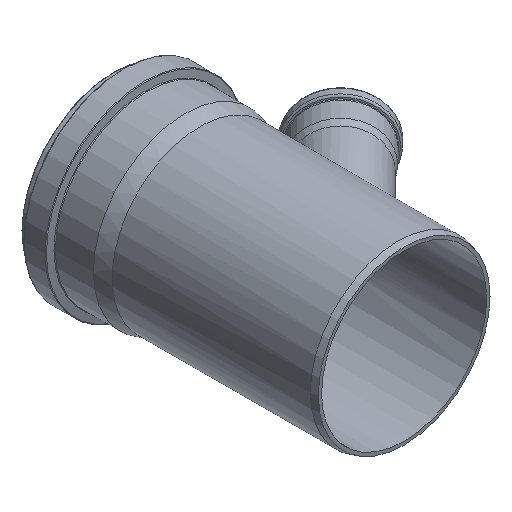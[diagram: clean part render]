
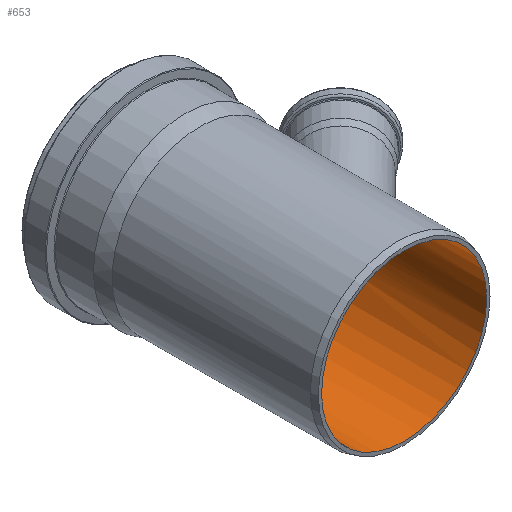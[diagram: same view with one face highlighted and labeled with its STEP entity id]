
A CAD part, isometric view. The second image highlights one B-rep face of the part: STEP entity #653.
In plain terms, the highlighted cylindrical face has radius 118.15 mm (diameter 236.3 mm), a full revolution.
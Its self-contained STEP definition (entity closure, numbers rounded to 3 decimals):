
#50=CYLINDRICAL_SURFACE('',#742,118.15);
#89=FACE_BOUND('',#306,.T.);
#90=FACE_BOUND('',#307,.T.);
#145=CIRCLE('',#741,118.15);
#146=CIRCLE('',#743,118.15);
#216=FACE_OUTER_BOUND('',#305,.T.);
#305=EDGE_LOOP('',(#567));
#306=EDGE_LOOP('',(#568));
#307=EDGE_LOOP('',(#569));
#364=B_SPLINE_CURVE_WITH_KNOTS('',3,(#1508,#1509,#1510,#1511,#1512,#1513,
#1514,#1515,#1516,#1517,#1518,#1519,#1520,#1521,#1522,#1523,#1524,#1525,
#1526,#1527,#1528,#1529,#1530,#1531,#1532,#1533,#1534,#1535,#1536,#1537,
#1538,#1539,#1540,#1541,#1542,#1543,#1544,#1545,#1546,#1547,#1548,#1549,
#1550,#1551,#1552,#1553,#1554,#1555,#1556,#1557,#1558,#1559,#1560,#1561,
#1562,#1563,#1564,#1565,#1566,#1567,#1568,#1569),.UNSPECIFIED.,.T.,.F.,
(4,2,2,2,2,2,2,2,2,2,2,2,2,2,2,2,2,2,2,2,2,2,2,2,2,2,2,2,2,2,4),(0.,1.62,
3.239,6.478,7.49,8.502,9.514,
10.526,11.538,12.55,13.562,14.574,
17.813,19.433,21.052,22.293,23.535,
24.776,26.017,26.973,27.928,28.884,
29.839,30.795,31.751,32.706,33.662,
34.903,36.144,37.385,38.627),
 .UNSPECIFIED.);
#373=VERTEX_POINT('',#1507);
#401=VERTEX_POINT('',#1652);
#402=VERTEX_POINT('',#1655);
#437=EDGE_CURVE('',#373,#373,#364,.T.);
#465=EDGE_CURVE('',#401,#401,#145,.T.);
#466=EDGE_CURVE('',#402,#402,#146,.T.);
#567=ORIENTED_EDGE('',*,*,#465,.T.);
#568=ORIENTED_EDGE('',*,*,#437,.F.);
#569=ORIENTED_EDGE('',*,*,#466,.F.);
#653=ADVANCED_FACE('',(#216,#89,#90),#50,.F.);
#741=AXIS2_PLACEMENT_3D('',#1653,#915,#916);
#742=AXIS2_PLACEMENT_3D('',#1654,#917,#918);
#743=AXIS2_PLACEMENT_3D('',#1656,#919,#920);
#915=DIRECTION('center_axis',(0.,-1.,0.));
#916=DIRECTION('ref_axis',(1.,0.,0.));
#917=DIRECTION('center_axis',(0.,-1.,0.));
#918=DIRECTION('ref_axis',(1.,0.,0.));
#919=DIRECTION('center_axis',(0.,-1.,0.));
#920=DIRECTION('ref_axis',(1.,0.,0.));
#1507=CARTESIAN_POINT('',(106.141,-95.525,51.9));
#1508=CARTESIAN_POINT('Ctrl Pts',(106.141,-95.525,51.9));
#1509=CARTESIAN_POINT('Ctrl Pts',(106.141,-90.127,51.9));
#1510=CARTESIAN_POINT('Ctrl Pts',(106.35,-84.53,51.477));
#1511=CARTESIAN_POINT('Ctrl Pts',(107.136,-73.27,49.82));
#1512=CARTESIAN_POINT('Ctrl Pts',(107.711,-67.607,48.588));
#1513=CARTESIAN_POINT('Ctrl Pts',(109.8,-50.999,43.769));
#1514=CARTESIAN_POINT('Ctrl Pts',(111.679,-40.429,39.072));
#1515=CARTESIAN_POINT('Ctrl Pts',(113.982,-28.895,31.168));
#1516=CARTESIAN_POINT('Ctrl Pts',(114.554,-26.144,29.031));
#1517=CARTESIAN_POINT('Ctrl Pts',(115.654,-21.022,24.279));
#1518=CARTESIAN_POINT('Ctrl Pts',(116.182,-18.65,21.665));
#1519=CARTESIAN_POINT('Ctrl Pts',(117.092,-14.636,16.035));
#1520=CARTESIAN_POINT('Ctrl Pts',(117.474,-12.993,13.014));
#1521=CARTESIAN_POINT('Ctrl Pts',(118.004,-10.733,6.683));
#1522=CARTESIAN_POINT('Ctrl Pts',(118.15,-10.118,3.373));
#1523=CARTESIAN_POINT('Ctrl Pts',(118.15,-10.118,-3.373));
#1524=CARTESIAN_POINT('Ctrl Pts',(118.004,-10.733,-6.683));
#1525=CARTESIAN_POINT('Ctrl Pts',(117.474,-12.993,-13.014));
#1526=CARTESIAN_POINT('Ctrl Pts',(117.092,-14.636,-16.035));
#1527=CARTESIAN_POINT('Ctrl Pts',(116.182,-18.65,-21.665));
#1528=CARTESIAN_POINT('Ctrl Pts',(115.654,-21.022,-24.279));
#1529=CARTESIAN_POINT('Ctrl Pts',(114.554,-26.144,-29.031));
#1530=CARTESIAN_POINT('Ctrl Pts',(113.982,-28.895,-31.168));
#1531=CARTESIAN_POINT('Ctrl Pts',(111.679,-40.429,-39.072));
#1532=CARTESIAN_POINT('Ctrl Pts',(109.8,-50.999,-43.769));
#1533=CARTESIAN_POINT('Ctrl Pts',(107.711,-67.607,-48.588));
#1534=CARTESIAN_POINT('Ctrl Pts',(107.136,-73.27,-49.82));
#1535=CARTESIAN_POINT('Ctrl Pts',(106.35,-84.53,-51.477));
#1536=CARTESIAN_POINT('Ctrl Pts',(106.141,-90.127,-51.9));
#1537=CARTESIAN_POINT('Ctrl Pts',(106.141,-99.662,-51.9));
#1538=CARTESIAN_POINT('Ctrl Pts',(106.264,-103.979,-51.65));
#1539=CARTESIAN_POINT('Ctrl Pts',(106.833,-112.602,-50.464));
#1540=CARTESIAN_POINT('Ctrl Pts',(107.278,-116.908,-49.527));
#1541=CARTESIAN_POINT('Ctrl Pts',(108.471,-125.16,-46.858));
#1542=CARTESIAN_POINT('Ctrl Pts',(109.219,-129.112,-45.121));
#1543=CARTESIAN_POINT('Ctrl Pts',(110.885,-136.362,-40.857));
#1544=CARTESIAN_POINT('Ctrl Pts',(111.8,-139.66,-38.328));
#1545=CARTESIAN_POINT('Ctrl Pts',(113.384,-144.741,-33.298));
#1546=CARTESIAN_POINT('Ctrl Pts',(114.095,-146.807,-30.816));
#1547=CARTESIAN_POINT('Ctrl Pts',(115.426,-150.427,-25.378));
#1548=CARTESIAN_POINT('Ctrl Pts',(116.045,-151.981,-22.424));
#1549=CARTESIAN_POINT('Ctrl Pts',(117.071,-154.467,-16.238));
#1550=CARTESIAN_POINT('Ctrl Pts',(117.478,-155.4,-13.001));
#1551=CARTESIAN_POINT('Ctrl Pts',(118.018,-156.623,-6.475));
#1552=CARTESIAN_POINT('Ctrl Pts',(118.15,-156.913,-3.185));
#1553=CARTESIAN_POINT('Ctrl Pts',(118.15,-156.913,3.185));
#1554=CARTESIAN_POINT('Ctrl Pts',(118.018,-156.623,6.475));
#1555=CARTESIAN_POINT('Ctrl Pts',(117.478,-155.4,13.001));
#1556=CARTESIAN_POINT('Ctrl Pts',(117.071,-154.467,16.238));
#1557=CARTESIAN_POINT('Ctrl Pts',(116.045,-151.981,22.424));
#1558=CARTESIAN_POINT('Ctrl Pts',(115.426,-150.427,25.378));
#1559=CARTESIAN_POINT('Ctrl Pts',(114.095,-146.807,30.816));
#1560=CARTESIAN_POINT('Ctrl Pts',(113.384,-144.741,33.298));
#1561=CARTESIAN_POINT('Ctrl Pts',(111.8,-139.66,38.328));
#1562=CARTESIAN_POINT('Ctrl Pts',(110.885,-136.362,40.857));
#1563=CARTESIAN_POINT('Ctrl Pts',(109.219,-129.112,45.121));
#1564=CARTESIAN_POINT('Ctrl Pts',(108.471,-125.16,46.858));
#1565=CARTESIAN_POINT('Ctrl Pts',(107.278,-116.908,49.527));
#1566=CARTESIAN_POINT('Ctrl Pts',(106.833,-112.602,50.464));
#1567=CARTESIAN_POINT('Ctrl Pts',(106.264,-103.979,51.65));
#1568=CARTESIAN_POINT('Ctrl Pts',(106.141,-99.662,51.9));
#1569=CARTESIAN_POINT('Ctrl Pts',(106.141,-95.525,51.9));
#1652=CARTESIAN_POINT('',(118.15,-292.643,0.));
#1653=CARTESIAN_POINT('Origin',(0.,-292.643,0.));
#1654=CARTESIAN_POINT('Origin',(0.,-146.321,0.));
#1655=CARTESIAN_POINT('',(118.15,0.,0.));
#1656=CARTESIAN_POINT('Origin',(0.,0.,0.));
